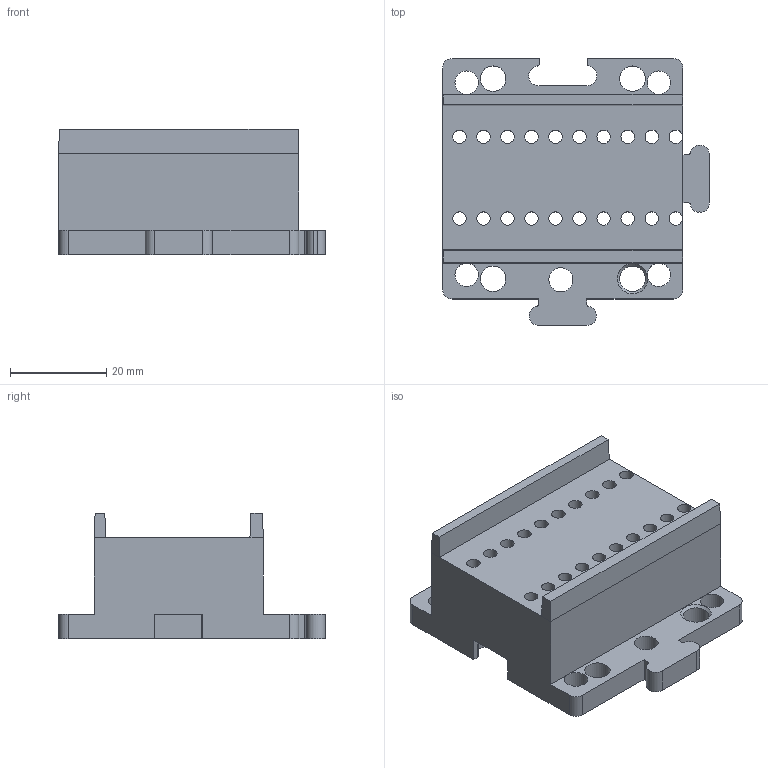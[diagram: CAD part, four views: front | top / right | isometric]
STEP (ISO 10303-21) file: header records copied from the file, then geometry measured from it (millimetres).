
FILE_DESCRIPTION(/* description */ (''),/* implementation_level */ '2;1');
FILE_NAME(/* name */ '20_Cube_Insert_Linear_Stage_NEMA11_china_cubemount.ipt.step',/* time_stamp */ '2022-11-29T08:06:58+01:00',/* author */ ('diederichbenedict'),/* organization */ (''),/* preprocessor_version */ 'ST-DEVELOPER v18.1',/* originating_system */ 'Autodesk Inventor 2022',/* authorisation */ '');
FILE_SCHEMA (('AUTOMOTIVE_DESIGN { 1 0 10303 214 3 1 1 }'));
Length unit declared in the file: millimetre
Products named in the file (1): 20_Cube_Insert_Linear_Stage_NEMA11_china_cubemount
Bounding box: 55.5 x 55.5 x 26 mm (x, y, z)
Volume: 37706.8 mm3; surface area: 14283.1 mm2
Topology: 1 solids, 1 shells, 115 faces, 344 edges, 222 vertices
Faces by surface type: cylinder 57, plane 43, cone 15
Full cylindrical faces by diameter (mm): 2.8 x20, 4.85 x4, 5 x2, 5.3 x8
Entity records: 4136 total; most frequent: CARTESIAN_POINT 777, DIRECTION 713, ORIENTED_EDGE 688, EDGE_CURVE 344, AXIS2_PLACEMENT_3D 268, VERTEX_POINT 222, LINE 177, VECTOR 177
